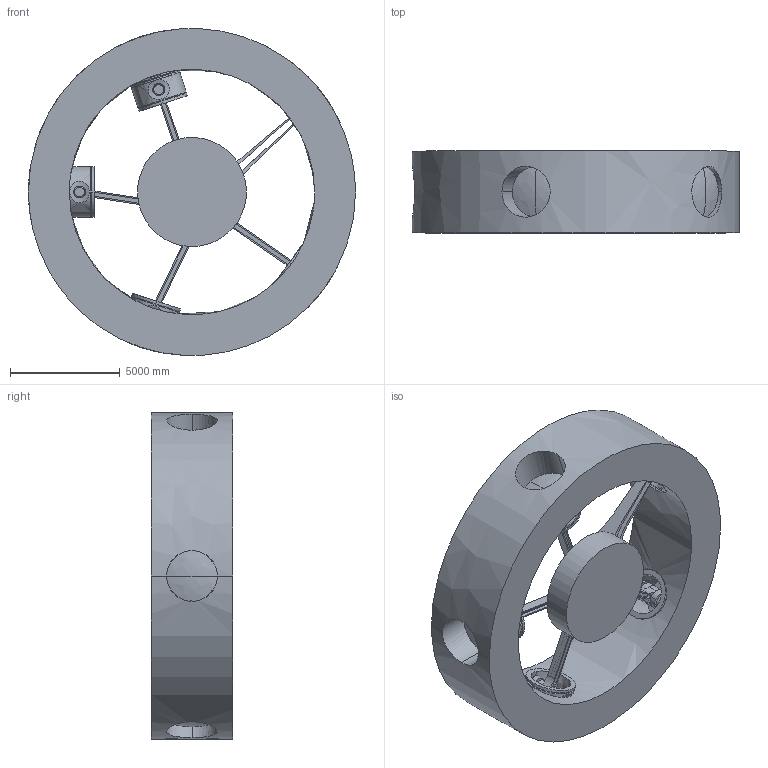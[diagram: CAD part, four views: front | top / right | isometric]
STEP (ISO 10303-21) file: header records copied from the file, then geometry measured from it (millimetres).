
FILE_DESCRIPTION(('FreeCAD Model'),'2;1');
FILE_NAME('Open CASCADE Shape Model','2025-05-08T00:03:10',('FreeCAD'),( 'FreeCAD'),'Open CASCADE STEP processor 7.6','FreeCAD','Unknown');
FILE_SCHEMA(('AUTOMOTIVE_DESIGN { 1 0 10303 214 1 1 1 1 }'));
Products named in the file (1): Open CASCADE STEP translator 7.6 1
Bounding box: 14902.04 x 3725.51 x 14881.71 mm (x, y, z)
Volume: 296803488780.1 mm3; surface area: 971988835.9 mm2
Topology: 60 solids, 60 shells, 863 faces, 1954 edges, 1277 vertices
Faces by surface type: bspline 863
Entity records: 37286 total; most frequent: CARTESIAN_POINT 25876, ORIENTED_EDGE 3888, EDGE_CURVE 1944, VERTEX_POINT 1277, FACE_BOUND 1037, EDGE_LOOP 1037, B_SPLINE_CURVE_WITH_KNOTS 922, ADVANCED_FACE 863
